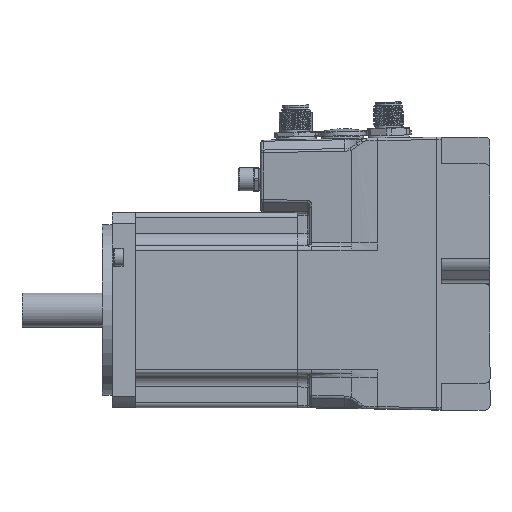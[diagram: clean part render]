
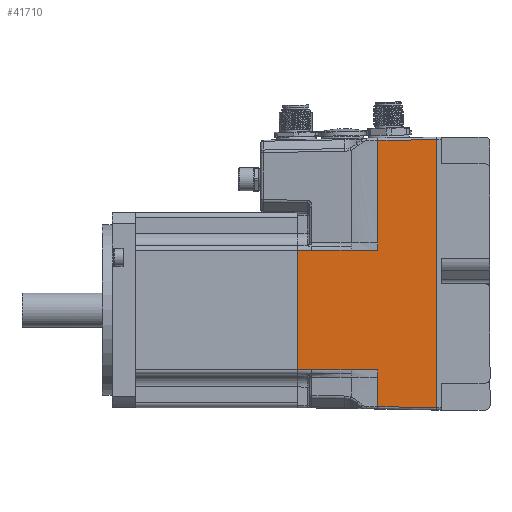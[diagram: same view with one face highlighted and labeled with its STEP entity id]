
A CAD part, left-side view. The second image highlights one B-rep face of the part: STEP entity #41710.
In plain terms, the highlighted planar face has unit normal (-1, 0.018, 0).
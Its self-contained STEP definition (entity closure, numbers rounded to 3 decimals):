
#2291=FACE_OUTER_BOUND('',#4630,.T.);
#4630=EDGE_LOOP('',(#27249,#27250,#27251,#27252,#27253,#27254,#27255,#27256,
#27257,#27258,#27259,#27260,#27261,#27262));
#6974=B_SPLINE_CURVE_WITH_KNOTS('',3,(#70960,#70961,#70962,#70963,#70964,
#70965),.UNSPECIFIED.,.F.,.F.,(4,2,4),(-43.006,-13.565,
-1.),.UNSPECIFIED.);
#9533=LINE('',#60559,#12619);
#9681=LINE('',#69788,#12767);
#9684=LINE('',#69797,#12770);
#9687=LINE('',#70173,#12773);
#9688=LINE('',#70397,#12774);
#9689=LINE('',#70921,#12775);
#9690=LINE('',#70923,#12776);
#9701=LINE('',#70967,#12787);
#9702=LINE('',#70969,#12788);
#9703=LINE('',#70971,#12789);
#9704=LINE('',#70973,#12790);
#9705=LINE('',#70974,#12791);
#9706=LINE('',#70975,#12792);
#12619=VECTOR('',#48616,10.);
#12767=VECTOR('',#49248,10.);
#12770=VECTOR('',#49259,10.);
#12773=VECTOR('',#49270,10.);
#12774=VECTOR('',#49271,10.);
#12775=VECTOR('',#49272,10.);
#12776=VECTOR('',#49273,10.);
#12787=VECTOR('',#49318,10.);
#12788=VECTOR('',#49319,10.);
#12789=VECTOR('',#49320,10.);
#12790=VECTOR('',#49321,10.);
#12791=VECTOR('',#49322,10.);
#12792=VECTOR('',#49323,10.);
#15932=VERTEX_POINT('',#60555);
#15934=VERTEX_POINT('',#60558);
#16126=VERTEX_POINT('',#69681);
#16136=VERTEX_POINT('',#69787);
#16138=VERTEX_POINT('',#69795);
#16147=VERTEX_POINT('',#70128);
#16148=VERTEX_POINT('',#70172);
#16151=VERTEX_POINT('',#70396);
#16153=VERTEX_POINT('',#70920);
#16154=VERTEX_POINT('',#70922);
#16164=VERTEX_POINT('',#70966);
#16165=VERTEX_POINT('',#70968);
#16166=VERTEX_POINT('',#70970);
#16167=VERTEX_POINT('',#70972);
#20094=EDGE_CURVE('',#15934,#15932,#9533,.F.);
#20450=EDGE_CURVE('',#16136,#16126,#9681,.T.);
#20455=EDGE_CURVE('',#15932,#16138,#9684,.T.);
#20465=EDGE_CURVE('',#16147,#16148,#9687,.T.);
#20469=EDGE_CURVE('',#16148,#16151,#9688,.T.);
#20474=EDGE_CURVE('',#16151,#16153,#9689,.T.);
#20475=EDGE_CURVE('',#16153,#16154,#9690,.T.);
#20495=EDGE_CURVE('',#16154,#16138,#6974,.T.);
#20496=EDGE_CURVE('',#16147,#16164,#9701,.T.);
#20497=EDGE_CURVE('',#16164,#16165,#9702,.T.);
#20498=EDGE_CURVE('',#16165,#16166,#9703,.T.);
#20499=EDGE_CURVE('',#16166,#16167,#9704,.T.);
#20500=EDGE_CURVE('',#16167,#16136,#9705,.T.);
#20501=EDGE_CURVE('',#16126,#15934,#9706,.T.);
#27249=ORIENTED_EDGE('',*,*,#20094,.T.);
#27250=ORIENTED_EDGE('',*,*,#20455,.T.);
#27251=ORIENTED_EDGE('',*,*,#20495,.F.);
#27252=ORIENTED_EDGE('',*,*,#20475,.F.);
#27253=ORIENTED_EDGE('',*,*,#20474,.F.);
#27254=ORIENTED_EDGE('',*,*,#20469,.F.);
#27255=ORIENTED_EDGE('',*,*,#20465,.F.);
#27256=ORIENTED_EDGE('',*,*,#20496,.T.);
#27257=ORIENTED_EDGE('',*,*,#20497,.T.);
#27258=ORIENTED_EDGE('',*,*,#20498,.T.);
#27259=ORIENTED_EDGE('',*,*,#20499,.T.);
#27260=ORIENTED_EDGE('',*,*,#20500,.T.);
#27261=ORIENTED_EDGE('',*,*,#20450,.T.);
#27262=ORIENTED_EDGE('',*,*,#20501,.T.);
#38219=PLANE('',#44299);
#41710=ADVANCED_FACE('',(#2291),#38219,.T.);
#44299=AXIS2_PLACEMENT_3D('',#70959,#49316,#49317);
#48616=DIRECTION('',(0.,0.,-1.));
#49248=DIRECTION('',(0.,0.,-1.));
#49259=DIRECTION('',(0.017,1.,-0.017));
#49270=DIRECTION('',(-0.017,-1.,0.));
#49271=DIRECTION('',(-0.017,-1.,0.));
#49272=DIRECTION('',(-0.017,-1.,0.));
#49273=DIRECTION('',(0.,0.,1.));
#49316=DIRECTION('center_axis',(-1.,0.017,0.));
#49317=DIRECTION('ref_axis',(0.,0.,
1.));
#49318=DIRECTION('',(0.,0.,-1.));
#49319=DIRECTION('',(-0.017,-1.,0.));
#49320=DIRECTION('',(-0.017,-1.,0.));
#49321=DIRECTION('',(-0.017,-1.,0.));
#49322=DIRECTION('',(0.,0.,-1.));
#49323=DIRECTION('',(-0.017,-1.,-0.017));
#60555=CARTESIAN_POINT('',(-40.995,-57.,69.995));
#60558=CARTESIAN_POINT('',(-40.995,-57.,-39.996));
#60559=CARTESIAN_POINT('',(-40.995,-57.,-46.185));
#69681=CARTESIAN_POINT('',(-40.576,-33.024,-39.577));
#69787=CARTESIAN_POINT('',(-40.576,-33.024,-27.57));
#69788=CARTESIAN_POINT('',(-40.576,-33.024,-27.57));
#69795=CARTESIAN_POINT('',(-40.576,-33.024,69.577));
#69797=CARTESIAN_POINT('',(-40.89,-51.,69.89));
#70128=CARTESIAN_POINT('',(-40.,0.,24.505));
#70172=CARTESIAN_POINT('',(-40.103,-5.906,24.505));
#70173=CARTESIAN_POINT('',(-40.,0.001,24.505));
#70396=CARTESIAN_POINT('',(-40.384,-22.,24.505));
#70397=CARTESIAN_POINT('',(-40.103,-5.906,24.505));
#70920=CARTESIAN_POINT('',(-40.576,-33.024,24.505));
#70921=CARTESIAN_POINT('',(-40.384,-22.,24.505));
#70922=CARTESIAN_POINT('',(-40.576,-33.024,27.57));
#70923=CARTESIAN_POINT('',(-40.576,-33.024,24.505));
#70959=CARTESIAN_POINT('Origin',(-39.651,20.,-41.25));
#70960=CARTESIAN_POINT('Ctrl Pts',(-40.576,-33.024,
27.57));
#70961=CARTESIAN_POINT('Ctrl Pts',(-40.576,-33.024,
37.384));
#70962=CARTESIAN_POINT('Ctrl Pts',(-40.576,-33.024,
47.198));
#70963=CARTESIAN_POINT('Ctrl Pts',(-40.576,-33.024,61.2));
#70964=CARTESIAN_POINT('Ctrl Pts',(-40.576,-33.024,
65.388));
#70965=CARTESIAN_POINT('Ctrl Pts',(-40.576,-33.024,
69.577));
#70966=CARTESIAN_POINT('',(-40.,0.,-24.505));
#70967=CARTESIAN_POINT('',(-40.,0.,-46.997));
#70968=CARTESIAN_POINT('',(-40.103,-5.906,-24.505));
#70969=CARTESIAN_POINT('',(-40.,0.001,-24.505));
#70970=CARTESIAN_POINT('',(-40.384,-22.,-24.505));
#70971=CARTESIAN_POINT('',(-40.103,-5.906,-24.505));
#70972=CARTESIAN_POINT('',(-40.576,-33.024,-24.505));
#70973=CARTESIAN_POINT('',(-40.384,-22.,-24.505));
#70974=CARTESIAN_POINT('',(-40.576,-33.024,-24.505));
#70975=CARTESIAN_POINT('',(-40.576,-33.024,-39.577));
